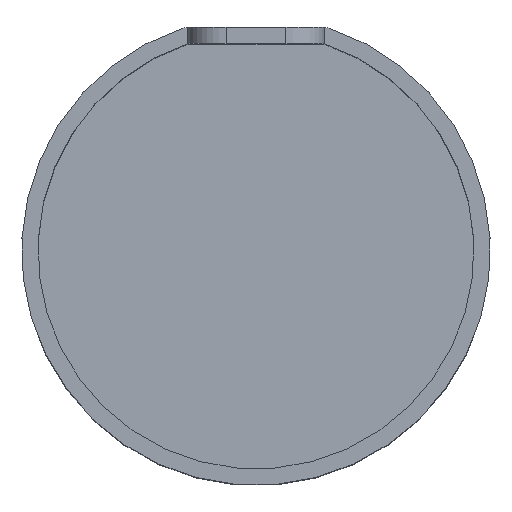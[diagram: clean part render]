
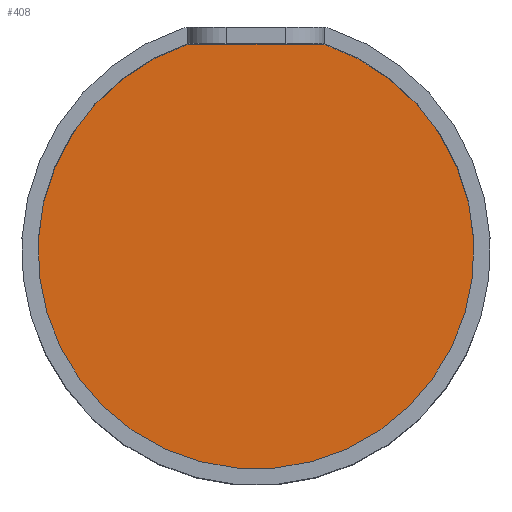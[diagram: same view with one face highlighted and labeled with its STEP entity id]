
A CAD part, top view. The second image highlights one B-rep face of the part: STEP entity #408.
In plain terms, the highlighted planar face has unit normal (0, 0, 1).
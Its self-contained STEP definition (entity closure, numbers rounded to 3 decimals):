
#158 = VERTEX_POINT('',#159);
#159 = CARTESIAN_POINT('',(-12.5,37.997,0.));
#167 = VERTEX_POINT('',#168);
#168 = CARTESIAN_POINT('',(12.5,37.997,0.));
#174 = EDGE_CURVE('',#158,#167,#175,.T.);
#175 = LINE('',#176,#177);
#176 = CARTESIAN_POINT('',(-12.5,37.997,0.));
#177 = VECTOR('',#178,1.);
#178 = DIRECTION('',(1.,0.,0.));
#397 = EDGE_CURVE('',#158,#167,#398,.T.);
#398 = CIRCLE('',#399,40.);
#399 = AXIS2_PLACEMENT_3D('',#400,#401,#402);
#400 = CARTESIAN_POINT('',(0.,0.,0.));
#401 = DIRECTION('',(0.,0.,1.));
#402 = DIRECTION('',(1.,0.,0.));
#408 = ADVANCED_FACE('',(#409),#413,.T.);
#409 = FACE_BOUND('',#410,.T.);
#410 = EDGE_LOOP('',(#411,#412));
#411 = ORIENTED_EDGE('',*,*,#397,.T.);
#412 = ORIENTED_EDGE('',*,*,#174,.F.);
#413 = PLANE('',#414);
#414 = AXIS2_PLACEMENT_3D('',#415,#416,#417);
#415 = CARTESIAN_POINT('',(0.,1.649,0.));
#416 = DIRECTION('',(0.,0.,1.));
#417 = DIRECTION('',(1.,0.,0.));
